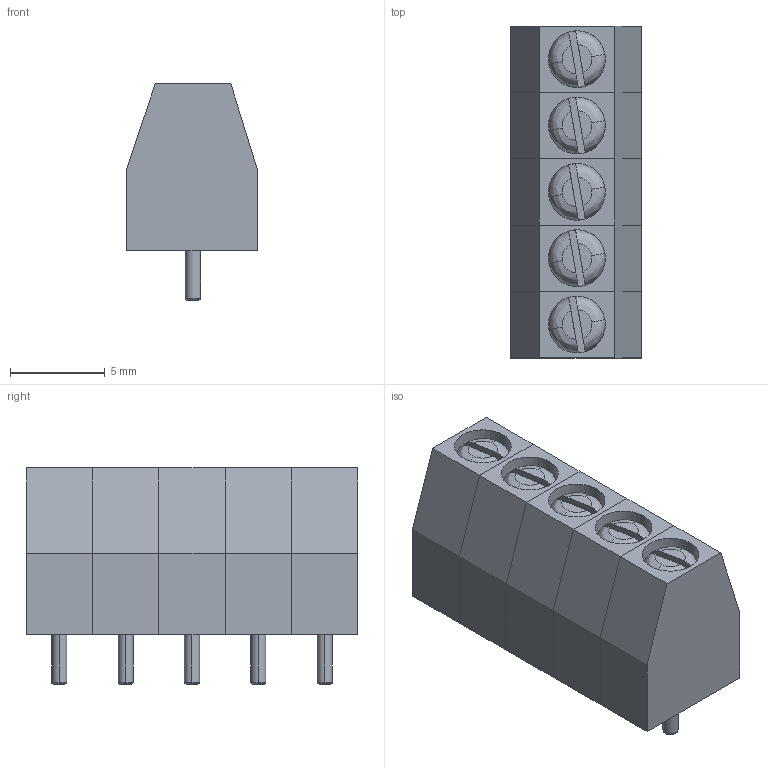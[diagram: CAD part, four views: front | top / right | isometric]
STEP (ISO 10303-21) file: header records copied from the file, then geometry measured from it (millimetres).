
FILE_DESCRIPTION (( 'STEP AP214' ), '1' );
FILE_NAME ('User Library-KF350-5P.STEP', '2019-10-02T05:21:44', ( '' ), ( '' ), 'SwSTEP 2.0', 'SolidWorks 2019', '' );
FILE_SCHEMA (( 'AUTOMOTIVE_DESIGN' ));
Length unit declared in the file: millimetre
Products named in the file (9): KF350-1P; KF350 Body; KF350 M2x4 Screw_91200A100; KF350 PIN; User Library-KF350-5P
Assembly tree (20 placements, depth 3):
  User Library-KF350-5P
    KF350-1P
      KF350 Body
      KF350 PIN
      KF350 M2x4 Screw_91200A100
    KF350-1P
      KF350 Body
      KF350 PIN
      KF350 M2x4 Screw_91200A100
    KF350-1P
      KF350 Body
      KF350 PIN
      KF350 M2x4 Screw_91200A100
    KF350-1P
      KF350 Body
      KF350 PIN
      KF350 M2x4 Screw_91200A100
    KF350-1P
      KF350 Body
      KF350 PIN
      KF350 M2x4 Screw_91200A100
Bounding box: 6.9 x 17.5 x 11.4 mm (x, y, z)
Volume: 718.4 mm3; surface area: 2394.7 mm2
Topology: 20 solids, 20 shells, 380 faces, 955 edges, 625 vertices
Faces by surface type: plane 165, cylinder 160, bspline 45, cone 10
Entity records: 4850 total; most frequent: CARTESIAN_POINT 1986, ORIENTED_EDGE 382, DIRECTION 356, EDGE_CURVE 191, AXIS2_PLACEMENT_3D 132, VERTEX_POINT 125, UNCERTAINTY_MEASURE_WITH_UNIT 92, LINE 92
